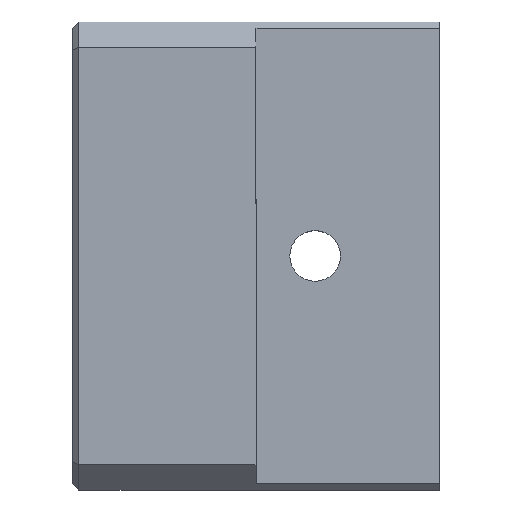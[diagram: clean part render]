
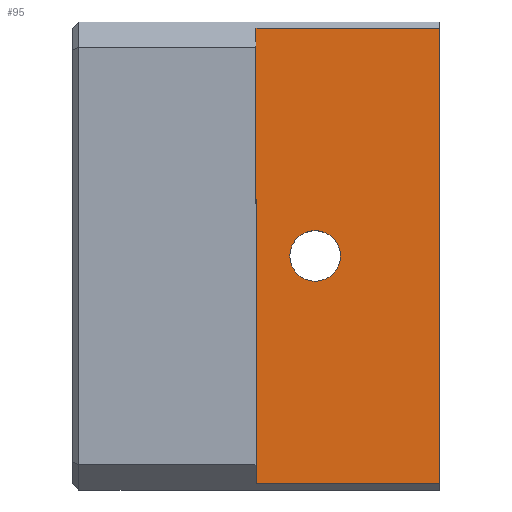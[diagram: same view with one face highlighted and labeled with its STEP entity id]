
A CAD part, top view. The second image highlights one B-rep face of the part: STEP entity #95.
In plain terms, the highlighted planar face has unit normal (0, 0, 1).
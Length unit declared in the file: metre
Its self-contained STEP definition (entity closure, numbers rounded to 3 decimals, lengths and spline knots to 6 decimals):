
#95=ADVANCED_FACE('',(#176,#177),#178,.T.);
#176=FACE_OUTER_BOUND('',#250,.T.);
#177=FACE_BOUND('',#251,.T.);
#178=PLANE('',#252);
#250=EDGE_LOOP('',(#407,#408,#409,#410));
#251=EDGE_LOOP('',(#411));
#252=AXIS2_PLACEMENT_3D('',#412,#413,#414);
#407=ORIENTED_EDGE('',*,*,#503,.T.);
#408=ORIENTED_EDGE('',*,*,#484,.T.);
#409=ORIENTED_EDGE('',*,*,#501,.T.);
#410=ORIENTED_EDGE('',*,*,#490,.T.);
#411=ORIENTED_EDGE('',*,*,#504,.F.);
#412=CARTESIAN_POINT('',(0.0,0.0,0.01));
#413=DIRECTION('',(0.0,0.0,1.0));
#414=DIRECTION('',(1.0,0.0,0.0));
#484=EDGE_CURVE('',#573,#571,#574,.T.);
#490=EDGE_CURVE('',#583,#581,#584,.T.);
#501=EDGE_CURVE('',#571,#583,#596,.T.);
#503=EDGE_CURVE('',#581,#573,#598,.T.);
#504=EDGE_CURVE('',#599,#599,#600,.T.);
#571=VERTEX_POINT('',#697);
#573=VERTEX_POINT('',#700);
#574=LINE('',#701,#702);
#581=VERTEX_POINT('',#712);
#583=VERTEX_POINT('',#715);
#584=LINE('',#716,#717);
#596=LINE('',#733,#734);
#598=LINE('',#736,#737);
#599=VERTEX_POINT('',#738);
#600=CIRCLE('',#739,0.004);
#697=CARTESIAN_POINT('',(0.,0.036,0.01));
#700=CARTESIAN_POINT('',(0.029,0.036,0.01));
#701=CARTESIAN_POINT('',(0.0,0.036,0.01));
#702=VECTOR('',#777,1.0);
#712=CARTESIAN_POINT('',(0.029,-0.036,0.01));
#715=CARTESIAN_POINT('',(0.,-0.036,0.01));
#716=CARTESIAN_POINT('',(0.,-0.036,0.01));
#717=VECTOR('',#782,1.0);
#733=CARTESIAN_POINT('',(0.,0.,0.01));
#734=VECTOR('',#790,1.0);
#736=CARTESIAN_POINT('',(0.029,0.0,0.01));
#737=VECTOR('',#791,1.0);
#738=CARTESIAN_POINT('',(0.01335,0.,0.01));
#739=AXIS2_PLACEMENT_3D('',#792,#793,#794);
#777=DIRECTION('',(-1.0,0.0,0.0));
#782=DIRECTION('',(1.0,0.,0.0));
#790=DIRECTION('',(0.,-1.0,0.0));
#791=DIRECTION('',(0.,1.0,0.0));
#792=CARTESIAN_POINT('',(0.00935,0.,0.01));
#793=DIRECTION('',(0.0,0.0,1.0));
#794=DIRECTION('',(1.0,0.0,0.0));
